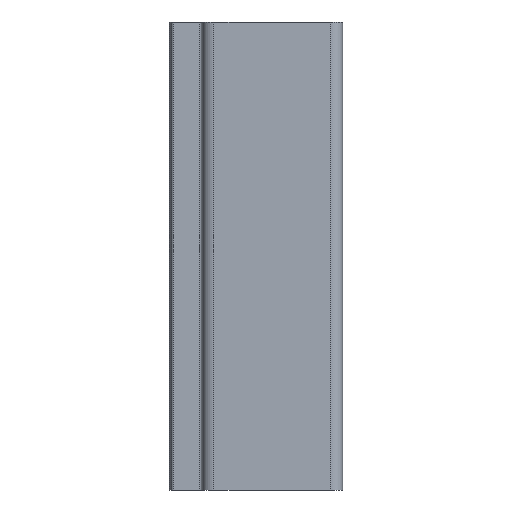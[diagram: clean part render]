
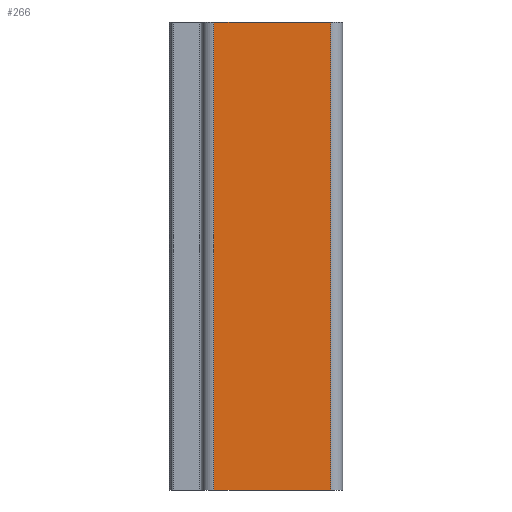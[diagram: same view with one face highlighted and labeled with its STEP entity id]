
A CAD part, left-side view. The second image highlights one B-rep face of the part: STEP entity #266.
In plain terms, the highlighted planar face has unit normal (-1, 0, 0).
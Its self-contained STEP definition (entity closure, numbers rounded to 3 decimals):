
#209=CARTESIAN_POINT('',(-15.,27.5,0.0));
#210=VERTEX_POINT('',#209);
#218=CARTESIAN_POINT('',(-15.,27.5,100.0));
#219=VERTEX_POINT('',#218);
#220=CARTESIAN_POINT('',(-15.,27.5,100.0));
#221=DIRECTION('',(0.0,0.0,-1.0));
#222=VECTOR('',#221,100.0);
#223=LINE('',#220,#222);
#224=EDGE_CURVE('',#219,#210,#223,.T.);
#236=CARTESIAN_POINT('',(-15.,27.5,100.0));
#237=DIRECTION('',(1.0,0.0,0.0));
#238=DIRECTION('',(0.0,-1.0,0.0));
#239=AXIS2_PLACEMENT_3D('',#236,#237,#238);
#240=PLANE('',#239);
#241=ORIENTED_EDGE('',*,*,#224,.T.);
#242=CARTESIAN_POINT('',(-15.,2.5,0.0));
#243=VERTEX_POINT('',#242);
#244=CARTESIAN_POINT('',(-15.,27.5,0.0));
#245=DIRECTION('',(0.0,-1.0,0.0));
#246=VECTOR('',#245,25.);
#247=LINE('',#244,#246);
#248=EDGE_CURVE('',#210,#243,#247,.T.);
#249=ORIENTED_EDGE('',*,*,#248,.T.);
#250=CARTESIAN_POINT('',(-15.,2.5,100.0));
#251=VERTEX_POINT('',#250);
#252=CARTESIAN_POINT('',(-15.,2.5,100.0));
#253=DIRECTION('',(0.0,0.0,-1.0));
#254=VECTOR('',#253,100.0);
#255=LINE('',#252,#254);
#256=EDGE_CURVE('',#251,#243,#255,.T.);
#257=ORIENTED_EDGE('',*,*,#256,.F.);
#258=CARTESIAN_POINT('',(-15.,27.5,100.0));
#259=DIRECTION('',(0.0,-1.0,0.0));
#260=VECTOR('',#259,25.);
#261=LINE('',#258,#260);
#262=EDGE_CURVE('',#219,#251,#261,.T.);
#263=ORIENTED_EDGE('',*,*,#262,.F.);
#264=EDGE_LOOP('',(#241,#249,#257,#263));
#265=FACE_OUTER_BOUND('',#264,.T.);
#266=ADVANCED_FACE('',(#265),#240,.F.);
